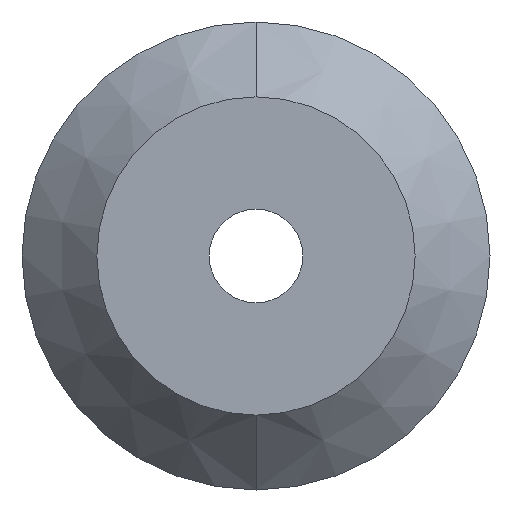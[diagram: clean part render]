
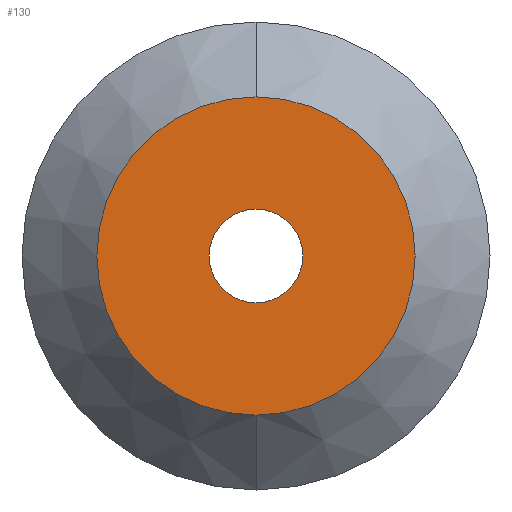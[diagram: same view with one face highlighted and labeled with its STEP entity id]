
A CAD part, front view. The second image highlights one B-rep face of the part: STEP entity #130.
In plain terms, the highlighted planar face has unit normal (0, -1, 0).
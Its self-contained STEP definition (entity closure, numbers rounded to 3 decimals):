
#2 = DIRECTION ( 'NONE',  ( 0., 0., 1. ) ) ;
#19 = EDGE_CURVE ( 'NONE', #87, #42, #195, .T. ) ;
#24 = CARTESIAN_POINT ( 'NONE',  ( 0., 0., 0. ) ) ;
#26 = AXIS2_PLACEMENT_3D ( 'NONE', #24, #63, #241 ) ;
#28 = AXIS2_PLACEMENT_3D ( 'NONE', #152, #228, #50 ) ;
#35 = CARTESIAN_POINT ( 'NONE',  ( 0., 0., 8.5 ) ) ;
#42 = VERTEX_POINT ( 'NONE', #56 ) ;
#50 = DIRECTION ( 'NONE',  ( 0., 0., 1. ) ) ;
#52 = EDGE_CURVE ( 'NONE', #42, #87, #80, .T. ) ;
#54 = DIRECTION ( 'NONE',  ( 0., 0., 1. ) ) ;
#56 = CARTESIAN_POINT ( 'NONE',  ( 0., 0., -8.5 ) ) ;
#61 = ORIENTED_EDGE ( 'NONE', *, *, #19, .T. ) ;
#63 = DIRECTION ( 'NONE',  ( 0., -1., 0. ) ) ;
#69 = EDGE_LOOP ( 'NONE', ( #61, #222 ) ) ;
#77 = FACE_BOUND ( 'NONE', #79, .T. ) ;
#79 = EDGE_LOOP ( 'NONE', ( #86, #196 ) ) ;
#80 = CIRCLE ( 'NONE', #28, 8.5 ) ;
#86 = ORIENTED_EDGE ( 'NONE', *, *, #101, .T. ) ;
#87 = VERTEX_POINT ( 'NONE', #35 ) ;
#90 = VERTEX_POINT ( 'NONE', #175 ) ;
#91 = DIRECTION ( 'NONE',  ( 0., 1., 0. ) ) ;
#101 = EDGE_CURVE ( 'NONE', #122, #90, #123, .T. ) ;
#102 = AXIS2_PLACEMENT_3D ( 'NONE', #189, #91, #176 ) ;
#115 = CARTESIAN_POINT ( 'NONE',  ( 0., 0., 0. ) ) ;
#116 = AXIS2_PLACEMENT_3D ( 'NONE', #115, #154, #54 ) ;
#122 = VERTEX_POINT ( 'NONE', #133 ) ;
#123 = CIRCLE ( 'NONE', #102, 2.5 ) ;
#127 = CIRCLE ( 'NONE', #238, 2.5 ) ;
#130 = ADVANCED_FACE ( 'NONE', ( #174, #77 ), #149, .F. ) ;
#133 = CARTESIAN_POINT ( 'NONE',  ( 0., 0., 2.5 ) ) ;
#149 = PLANE ( 'NONE',  #116 ) ;
#152 = CARTESIAN_POINT ( 'NONE',  ( 0., 0., 0. ) ) ;
#154 = DIRECTION ( 'NONE',  ( 0., 1., 0. ) ) ;
#165 = EDGE_CURVE ( 'NONE', #90, #122, #127, .T. ) ;
#174 = FACE_OUTER_BOUND ( 'NONE', #69, .T. ) ;
#175 = CARTESIAN_POINT ( 'NONE',  ( 0., 0., -2.5 ) ) ;
#176 = DIRECTION ( 'NONE',  ( 0., 0., 1. ) ) ;
#189 = CARTESIAN_POINT ( 'NONE',  ( 0., 0., 0. ) ) ;
#195 = CIRCLE ( 'NONE', #26, 8.5 ) ;
#196 = ORIENTED_EDGE ( 'NONE', *, *, #165, .T. ) ;
#222 = ORIENTED_EDGE ( 'NONE', *, *, #52, .T. ) ;
#223 = CARTESIAN_POINT ( 'NONE',  ( 0., 0., 0. ) ) ;
#228 = DIRECTION ( 'NONE',  ( 0., -1., 0. ) ) ;
#231 = DIRECTION ( 'NONE',  ( 0., 1., 0. ) ) ;
#238 = AXIS2_PLACEMENT_3D ( 'NONE', #223, #231, #2 ) ;
#241 = DIRECTION ( 'NONE',  ( 0., 0., 1. ) ) ;
